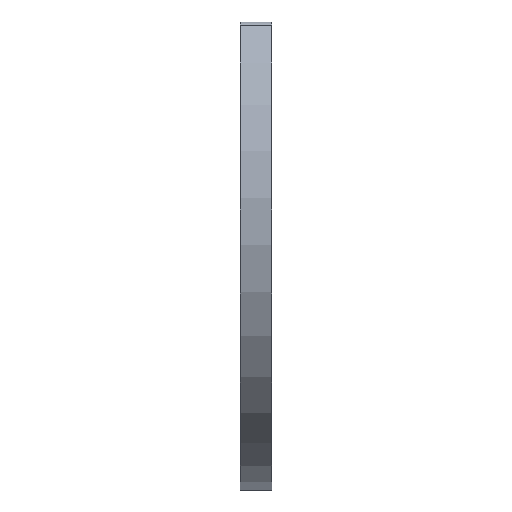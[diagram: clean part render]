
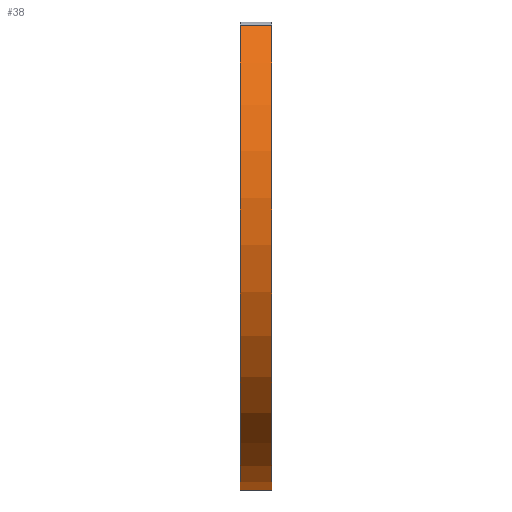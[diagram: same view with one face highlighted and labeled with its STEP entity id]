
A CAD part, left-side view. The second image highlights one B-rep face of the part: STEP entity #38.
In plain terms, the highlighted cylindrical face has radius 6.15 mm (diameter 12.3 mm), a partial arc.
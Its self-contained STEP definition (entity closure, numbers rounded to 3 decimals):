
#7 = AXIS2_PLACEMENT_3D ( 'NONE', #721, #32, #93 ) ;
#32 = DIRECTION ( 'NONE',  ( 0., 1., 0. ) ) ;
#38 = ADVANCED_FACE ( 'NONE', ( #89 ), #308, .T. ) ;
#56 = CARTESIAN_POINT ( 'NONE',  ( 4.577, 0.35, 4.108 ) ) ;
#89 = FACE_OUTER_BOUND ( 'NONE', #455, .T. ) ;
#93 = DIRECTION ( 'NONE',  ( 0., 0., 1. ) ) ;
#98 = VERTEX_POINT ( 'NONE', #379 ) ;
#167 = DIRECTION ( 'NONE',  ( 0., -1., 0. ) ) ;
#178 = CARTESIAN_POINT ( 'NONE',  ( -4.577, 0.35, 4.108 ) ) ;
#179 = CIRCLE ( 'NONE', #7, 6.15 ) ;
#180 = DIRECTION ( 'NONE',  ( 0., 0., -1. ) ) ;
#209 = VERTEX_POINT ( 'NONE', #439 ) ;
#266 = AXIS2_PLACEMENT_3D ( 'NONE', #355, #767, #492 ) ;
#269 = EDGE_CURVE ( 'NONE', #98, #209, #599, .T. ) ;
#293 = CARTESIAN_POINT ( 'NONE',  ( 0., 0.35, 0. ) ) ;
#308 = CYLINDRICAL_SURFACE ( 'NONE', #895, 6.15 ) ;
#342 = EDGE_CURVE ( 'NONE', #98, #822, #179, .T. ) ;
#355 = CARTESIAN_POINT ( 'NONE',  ( 0., -0.35, 0. ) ) ;
#379 = CARTESIAN_POINT ( 'NONE',  ( 4.577, 0.35, 4.108 ) ) ;
#407 = VERTEX_POINT ( 'NONE', #647 ) ;
#439 = CARTESIAN_POINT ( 'NONE',  ( 4.577, -0.35, 4.108 ) ) ;
#455 = EDGE_LOOP ( 'NONE', ( #747, #764, #816, #890 ) ) ;
#492 = DIRECTION ( 'NONE',  ( 0., 0., 1. ) ) ;
#541 = EDGE_CURVE ( 'NONE', #407, #822, #648, .T. ) ;
#561 = CIRCLE ( 'NONE', #266, 6.15 ) ;
#599 = LINE ( 'NONE', #56, #754 ) ;
#611 = VECTOR ( 'NONE', #786, 1000. ) ;
#647 = CARTESIAN_POINT ( 'NONE',  ( -4.577, -0.35, 4.108 ) ) ;
#648 = LINE ( 'NONE', #178, #611 ) ;
#721 = CARTESIAN_POINT ( 'NONE',  ( 0., 0.35, 0. ) ) ;
#730 = DIRECTION ( 'NONE',  ( 0., -1., 0. ) ) ;
#738 = EDGE_CURVE ( 'NONE', #209, #407, #561, .T. ) ;
#747 = ORIENTED_EDGE ( 'NONE', *, *, #342, .F. ) ;
#754 = VECTOR ( 'NONE', #730, 1000. ) ;
#764 = ORIENTED_EDGE ( 'NONE', *, *, #269, .T. ) ;
#767 = DIRECTION ( 'NONE',  ( 0., 1., 0. ) ) ;
#786 = DIRECTION ( 'NONE',  ( 0., 1., 0. ) ) ;
#816 = ORIENTED_EDGE ( 'NONE', *, *, #738, .T. ) ;
#822 = VERTEX_POINT ( 'NONE', #898 ) ;
#890 = ORIENTED_EDGE ( 'NONE', *, *, #541, .T. ) ;
#895 = AXIS2_PLACEMENT_3D ( 'NONE', #293, #167, #180 ) ;
#898 = CARTESIAN_POINT ( 'NONE',  ( -4.577, 0.35, 4.108 ) ) ;
